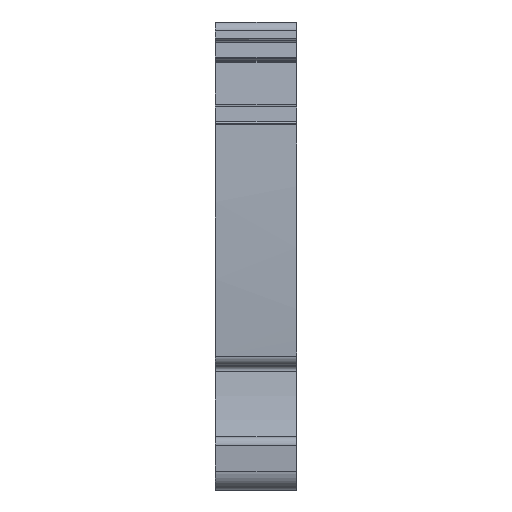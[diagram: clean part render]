
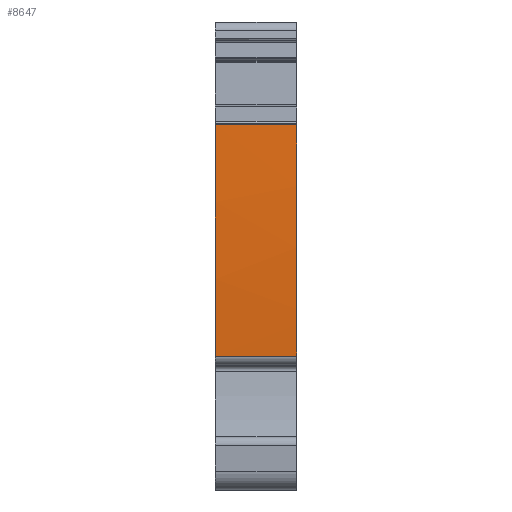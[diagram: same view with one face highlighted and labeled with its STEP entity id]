
A CAD part, front view. The second image highlights one B-rep face of the part: STEP entity #8647.
In plain terms, the highlighted cylindrical face has radius 180 mm (diameter 360 mm), a partial arc.
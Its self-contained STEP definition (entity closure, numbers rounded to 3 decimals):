
#1527=AXIS2_PLACEMENT_3D('Circle Axis2P3D',#1525,#1526,$) ;
#2573=AXIS2_PLACEMENT_3D('Circle Axis2P3D',#2571,#2572,$) ;
#2580=AXIS2_PLACEMENT_3D('Circle Axis2P3D',#2578,#2579,$) ;
#2587=AXIS2_PLACEMENT_3D('Circle Axis2P3D',#2585,#2586,$) ;
#8632=AXIS2_PLACEMENT_3D('Cylinder Axis2P3D',#8629,#8630,#8631) ;
#1522=CARTESIAN_POINT('Vertex',(0.,1.52,13.384)) ;
#1525=CARTESIAN_POINT('Axis2P3D Location',(0.,181.129,25.25)) ;
#1529=CARTESIAN_POINT('Vertex',(0.,1.481,36.509)) ;
#2568=CARTESIAN_POINT('Vertex',(8.1,1.481,36.509)) ;
#2571=CARTESIAN_POINT('Axis2P3D Location',(8.1,181.129,25.25)) ;
#2575=CARTESIAN_POINT('Vertex',(8.1,1.27,18.107)) ;
#2578=CARTESIAN_POINT('Axis2P3D Location',(8.1,179.543,25.187)) ;
#2582=CARTESIAN_POINT('Vertex',(8.1,1.271,18.1)) ;
#2585=CARTESIAN_POINT('Axis2P3D Location',(8.1,181.129,25.25)) ;
#2589=CARTESIAN_POINT('Vertex',(8.1,1.52,13.384)) ;
#8616=CARTESIAN_POINT('Line Origine',(4.05,1.52,13.384)) ;
#8629=CARTESIAN_POINT('Axis2P3D Location',(4.05,181.129,25.25)) ;
#8634=CARTESIAN_POINT('Line Origine',(4.05,1.481,36.509)) ;
#1526=DIRECTION('Axis2P3D Direction',(1.,0.,0.)) ;
#2572=DIRECTION('Axis2P3D Direction',(1.,0.,0.)) ;
#2579=DIRECTION('Axis2P3D Direction',(1.,0.,0.)) ;
#2586=DIRECTION('Axis2P3D Direction',(1.,0.,0.)) ;
#8617=DIRECTION('Vector Direction',(1.,0.,0.)) ;
#8630=DIRECTION('Axis2P3D Direction',(1.,0.,0.)) ;
#8631=DIRECTION('Axis2P3D XDirection',(0.,-0.993,0.115)) ;
#8635=DIRECTION('Vector Direction',(1.,0.,0.)) ;
#8618=VECTOR('Line Direction',#8617,1.) ;
#8636=VECTOR('Line Direction',#8635,1.) ;
#8640=ORIENTED_EDGE('',*,*,#2591,.F.) ;
#8641=ORIENTED_EDGE('',*,*,#2584,.F.) ;
#8642=ORIENTED_EDGE('',*,*,#2577,.F.) ;
#8643=ORIENTED_EDGE('',*,*,#8638,.F.) ;
#8644=ORIENTED_EDGE('',*,*,#1531,.T.) ;
#8645=ORIENTED_EDGE('',*,*,#8620,.T.) ;
#8647=ADVANCED_FACE('MLD',(#8646),#8633,.T.) ;
#1528=CIRCLE('generated circle',#1527,180.) ;
#2574=CIRCLE('generated circle',#2573,180.) ;
#2581=CIRCLE('generated circle',#2580,178.413) ;
#2588=CIRCLE('generated circle',#2587,180.) ;
#8633=CYLINDRICAL_SURFACE('generated cylinder',#8632,180.) ;
#1531=EDGE_CURVE('',#1530,#1523,#1528,.T.) ;
#2577=EDGE_CURVE('',#2569,#2576,#2574,.T.) ;
#2584=EDGE_CURVE('',#2576,#2583,#2581,.T.) ;
#2591=EDGE_CURVE('',#2583,#2590,#2588,.T.) ;
#8620=EDGE_CURVE('',#1523,#2590,#8619,.T.) ;
#8638=EDGE_CURVE('',#1530,#2569,#8637,.T.) ;
#8639=EDGE_LOOP('',(#8640,#8641,#8642,#8643,#8644,#8645)) ;
#8646=FACE_OUTER_BOUND('',#8639,.T.) ;
#8619=LINE('Line',#8616,#8618) ;
#8637=LINE('Line',#8634,#8636) ;
#1523=VERTEX_POINT('',#1522) ;
#1530=VERTEX_POINT('',#1529) ;
#2569=VERTEX_POINT('',#2568) ;
#2576=VERTEX_POINT('',#2575) ;
#2583=VERTEX_POINT('',#2582) ;
#2590=VERTEX_POINT('',#2589) ;
